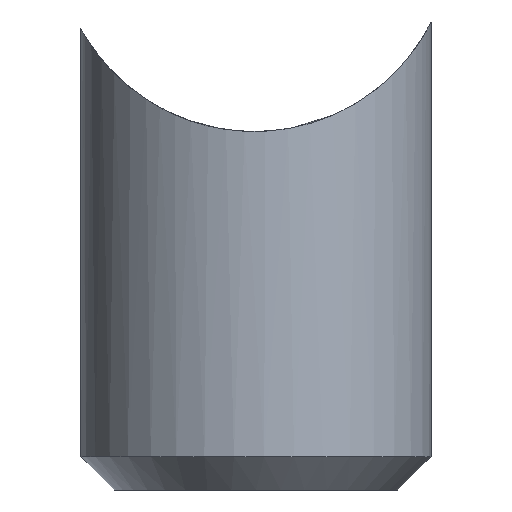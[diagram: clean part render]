
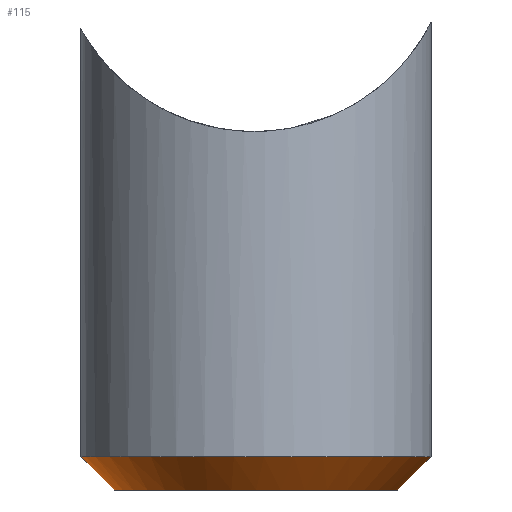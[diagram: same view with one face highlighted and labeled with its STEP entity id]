
A CAD part, front view. The second image highlights one B-rep face of the part: STEP entity #115.
In plain terms, the highlighted conical face has half-angle 45 degrees and reference radius 16.85 mm.
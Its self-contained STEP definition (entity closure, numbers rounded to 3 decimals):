
#47=CONICAL_SURFACE('',#412,16.85,45.);
#83=FACE_BOUND('',#175,.T.);
#84=FACE_BOUND('',#176,.T.);
#85=CIRCLE('',#392,16.85);
#89=CIRCLE('',#399,13.65);
#115=ADVANCED_FACE('',(#83,#84),#47,.T.);
#175=EDGE_LOOP('',(#269));
#176=EDGE_LOOP('',(#270));
#269=ORIENTED_EDGE('',*,*,#322,.F.);
#270=ORIENTED_EDGE('',*,*,#310,.F.);
#275=VERTEX_POINT('',#791);
#287=VERTEX_POINT('',#1158);
#310=EDGE_CURVE('',#275,#275,#85,.T.);
#322=EDGE_CURVE('',#287,#287,#89,.T.);
#392=AXIS2_PLACEMENT_3D('',#790,#415,#416);
#399=AXIS2_PLACEMENT_3D('',#1157,#429,#430);
#412=AXIS2_PLACEMENT_3D('',#6349,#457,#458);
#415=DIRECTION('',(0.,0.,1.));
#416=DIRECTION('',(-1.,0.,0.));
#429=DIRECTION('',(0.,0.,-1.));
#430=DIRECTION('',(-1.,0.,0.));
#457=DIRECTION('',(0.,0.,1.));
#458=DIRECTION('',(1.,0.,0.));
#790=CARTESIAN_POINT('',(0.,0.,3.2));
#791=CARTESIAN_POINT('',(-16.85,0.,3.2));
#1157=CARTESIAN_POINT('',(0.,0.,0.));
#1158=CARTESIAN_POINT('',(-13.65,0.,0.));
#6349=CARTESIAN_POINT('',(0.,0.,3.2));
